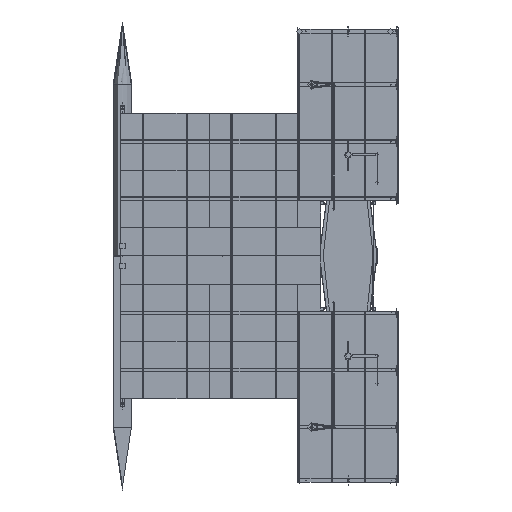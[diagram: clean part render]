
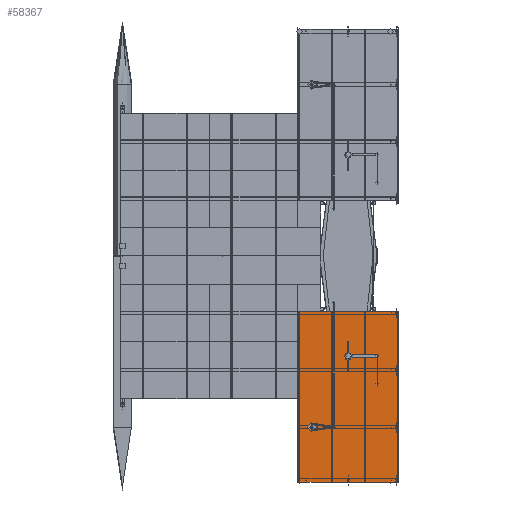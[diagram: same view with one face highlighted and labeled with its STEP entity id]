
A CAD part, top view. The second image highlights one B-rep face of the part: STEP entity #58367.
In plain terms, the highlighted free-form (B-spline) face has degree [1, 1] with [2, 2] control points.
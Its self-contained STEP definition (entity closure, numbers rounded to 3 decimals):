
#58310 = VERTEX_POINT('',#58311);
#58311 = CARTESIAN_POINT('',(3485.9,-1095.9,1542.2));
#58324 = VERTEX_POINT('',#58325);
#58325 = CARTESIAN_POINT('',(3485.9,-4500.,1542.2));
#58330 = EDGE_CURVE('',#58310,#58324,#58331,.T.);
#58331 = B_SPLINE_CURVE_WITH_KNOTS('',1,(#58332,#58333),.UNSPECIFIED.,
  .F.,.F.,(2,2),(0.,3404.1),.PIECEWISE_BEZIER_KNOTS.);
#58332 = CARTESIAN_POINT('',(3485.9,-1095.9,1542.2));
#58333 = CARTESIAN_POINT('',(3485.9,-4500.,1542.2));
#58351 = EDGE_CURVE('',#58310,#58352,#58354,.T.);
#58352 = VERTEX_POINT('',#58353);
#58353 = CARTESIAN_POINT('',(5485.9,-1095.9,1542.2));
#58354 = B_SPLINE_CURVE_WITH_KNOTS('',1,(#58355,#58356),.UNSPECIFIED.,
  .F.,.F.,(2,2),(0.,2000.),.PIECEWISE_BEZIER_KNOTS.);
#58355 = CARTESIAN_POINT('',(3485.9,-1095.9,1542.2));
#58356 = CARTESIAN_POINT('',(5485.9,-1095.9,1542.2));
#58367 = ADVANCED_FACE('',(#58368,#58384),#58398,.F.);
#58368 = FACE_BOUND('',#58369,.F.);
#58369 = EDGE_LOOP('',(#58370,#58371,#58372,#58379));
#58370 = ORIENTED_EDGE('',*,*,#58330,.F.);
#58371 = ORIENTED_EDGE('',*,*,#58351,.T.);
#58372 = ORIENTED_EDGE('',*,*,#58373,.T.);
#58373 = EDGE_CURVE('',#58352,#58374,#58376,.T.);
#58374 = VERTEX_POINT('',#58375);
#58375 = CARTESIAN_POINT('',(5485.9,-4500.,1542.2));
#58376 = B_SPLINE_CURVE_WITH_KNOTS('',1,(#58377,#58378),.UNSPECIFIED.,
  .F.,.F.,(2,2),(0.,3404.1),.PIECEWISE_BEZIER_KNOTS.);
#58377 = CARTESIAN_POINT('',(5485.9,-1095.9,1542.2));
#58378 = CARTESIAN_POINT('',(5485.9,-4500.,1542.2));
#58379 = ORIENTED_EDGE('',*,*,#58380,.F.);
#58380 = EDGE_CURVE('',#58324,#58374,#58381,.T.);
#58381 = B_SPLINE_CURVE_WITH_KNOTS('',1,(#58382,#58383),.UNSPECIFIED.,
  .F.,.F.,(2,2),(0.,2000.),.PIECEWISE_BEZIER_KNOTS.);
#58382 = CARTESIAN_POINT('',(3485.9,-4500.,1542.2));
#58383 = CARTESIAN_POINT('',(5485.9,-4500.,1542.2));
#58384 = FACE_BOUND('',#58385,.F.);
#58385 = EDGE_LOOP('',(#58386));
#58386 = ORIENTED_EDGE('',*,*,#58387,.F.);
#58387 = EDGE_CURVE('',#58388,#58388,#58390,.T.);
#58388 = VERTEX_POINT('',#58389);
#58389 = CARTESIAN_POINT('',(3847.9,-3402.,1542.2));
#58390 = ( BOUNDED_CURVE() B_SPLINE_CURVE(2,(#58391,#58392,#58393,#58394
    ,#58395,#58396,#58397),.UNSPECIFIED.,.T.,.F.) 
B_SPLINE_CURVE_WITH_KNOTS((1,2,2,2,2,1),(-2.094,0.,
    2.094,4.189,6.283,8.378),
.UNSPECIFIED.) CURVE() GEOMETRIC_REPRESENTATION_ITEM() 
RATIONAL_B_SPLINE_CURVE((1.,0.5,1.,0.5,1.,0.5,1.)) REPRESENTATION_ITEM(
  '') );
#58391 = CARTESIAN_POINT('',(3847.9,-3402.,1542.2));
#58392 = CARTESIAN_POINT('',(3847.9,-3552.688,1542.2)
  );
#58393 = CARTESIAN_POINT('',(3717.4,-3477.344,1542.2)
  );
#58394 = CARTESIAN_POINT('',(3586.9,-3402.,1542.2));
#58395 = CARTESIAN_POINT('',(3717.4,-3326.656,1542.2)
  );
#58396 = CARTESIAN_POINT('',(3847.9,-3251.312,1542.2)
  );
#58397 = CARTESIAN_POINT('',(3847.9,-3402.,1542.2));
#58398 = B_SPLINE_SURFACE_WITH_KNOTS('',1,1,(
    (#58399,#58400)
    ,(#58401,#58402
  )),.UNSPECIFIED.,.F.,.F.,.F.,(2,2),(2,2),(0.,2000.),(0.,3404.1),
  .PIECEWISE_BEZIER_KNOTS.);
#58399 = CARTESIAN_POINT('',(3485.9,-1095.9,1542.2));
#58400 = CARTESIAN_POINT('',(3485.9,-4500.,1542.2));
#58401 = CARTESIAN_POINT('',(5485.9,-1095.9,1542.2));
#58402 = CARTESIAN_POINT('',(5485.9,-4500.,1542.2));
